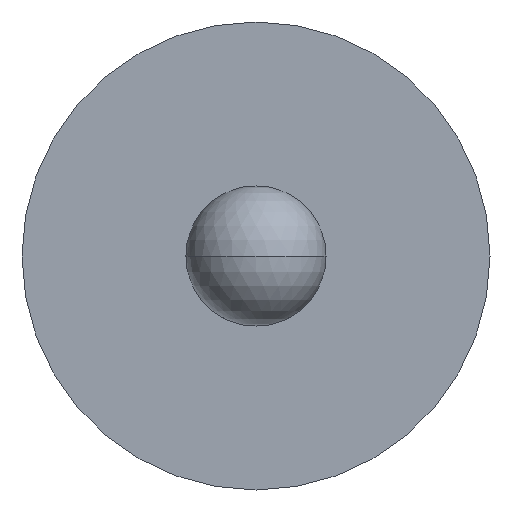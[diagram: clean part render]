
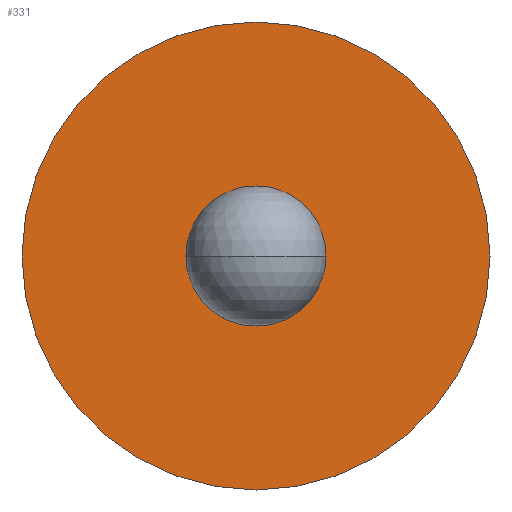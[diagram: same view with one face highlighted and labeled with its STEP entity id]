
A CAD part, front view. The second image highlights one B-rep face of the part: STEP entity #331.
In plain terms, the highlighted planar face has unit normal (0, -1, 0).
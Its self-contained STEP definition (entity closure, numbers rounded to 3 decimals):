
#6 = DIRECTION ( 'NONE',  ( 0., 0., -1. ) ) ;
#14 = EDGE_LOOP ( 'NONE', ( #100, #154 ) ) ;
#21 = EDGE_CURVE ( 'NONE', #175, #253, #52, .T. ) ;
#45 = CARTESIAN_POINT ( 'NONE',  ( 2.415, 13.9, 0. ) ) ;
#48 = AXIS2_PLACEMENT_3D ( 'NONE', #106, #76, #160 ) ;
#50 = AXIS2_PLACEMENT_3D ( 'NONE', #130, #359, #274 ) ;
#52 = CIRCLE ( 'NONE', #315, 2.415 ) ;
#57 = ORIENTED_EDGE ( 'NONE', *, *, #358, .T. ) ;
#64 = AXIS2_PLACEMENT_3D ( 'NONE', #271, #213, #6 ) ;
#69 = AXIS2_PLACEMENT_3D ( 'NONE', #45, #371, #248 ) ;
#72 = VERTEX_POINT ( 'NONE', #174 ) ;
#76 = DIRECTION ( 'NONE',  ( 0., -1., 0. ) ) ;
#100 = ORIENTED_EDGE ( 'NONE', *, *, #361, .F. ) ;
#106 = CARTESIAN_POINT ( 'NONE',  ( 0., 13.9, 0. ) ) ;
#112 = CARTESIAN_POINT ( 'NONE',  ( 0., 13.9, 8.065 ) ) ;
#115 = CARTESIAN_POINT ( 'NONE',  ( 0., 13.9, -2.415 ) ) ;
#130 = CARTESIAN_POINT ( 'NONE',  ( 0., 13.9, 0. ) ) ;
#136 = DIRECTION ( 'NONE',  ( 0., -1., 0. ) ) ;
#154 = ORIENTED_EDGE ( 'NONE', *, *, #21, .F. ) ;
#157 = PLANE ( 'NONE',  #69 ) ;
#160 = DIRECTION ( 'NONE',  ( 0., 0., -1. ) ) ;
#174 = CARTESIAN_POINT ( 'NONE',  ( 0., 13.9, -8.065 ) ) ;
#175 = VERTEX_POINT ( 'NONE', #303 ) ;
#187 = CARTESIAN_POINT ( 'NONE',  ( 0., 13.9, 0. ) ) ;
#191 = FACE_OUTER_BOUND ( 'NONE', #256, .T. ) ;
#208 = FACE_BOUND ( 'NONE', #14, .T. ) ;
#213 = DIRECTION ( 'NONE',  ( 0., -1., 0. ) ) ;
#217 = VERTEX_POINT ( 'NONE', #112 ) ;
#232 = CIRCLE ( 'NONE', #50, 8.065 ) ;
#238 = CIRCLE ( 'NONE', #64, 8.065 ) ;
#248 = DIRECTION ( 'NONE',  ( 0., 0., -1. ) ) ;
#253 = VERTEX_POINT ( 'NONE', #115 ) ;
#256 = EDGE_LOOP ( 'NONE', ( #284, #57 ) ) ;
#271 = CARTESIAN_POINT ( 'NONE',  ( 0., 13.9, 0. ) ) ;
#274 = DIRECTION ( 'NONE',  ( 0., 0., -1. ) ) ;
#284 = ORIENTED_EDGE ( 'NONE', *, *, #342, .T. ) ;
#290 = DIRECTION ( 'NONE',  ( 0., 0., -1. ) ) ;
#303 = CARTESIAN_POINT ( 'NONE',  ( 0., 13.9, 2.415 ) ) ;
#315 = AXIS2_PLACEMENT_3D ( 'NONE', #187, #136, #290 ) ;
#331 = ADVANCED_FACE ( 'NONE', ( #191, #208 ), #157, .T. ) ;
#341 = CIRCLE ( 'NONE', #48, 2.415 ) ;
#342 = EDGE_CURVE ( 'NONE', #72, #217, #238, .T. ) ;
#358 = EDGE_CURVE ( 'NONE', #217, #72, #232, .T. ) ;
#359 = DIRECTION ( 'NONE',  ( 0., -1., 0. ) ) ;
#361 = EDGE_CURVE ( 'NONE', #253, #175, #341, .T. ) ;
#371 = DIRECTION ( 'NONE',  ( 0., -1., 0. ) ) ;
